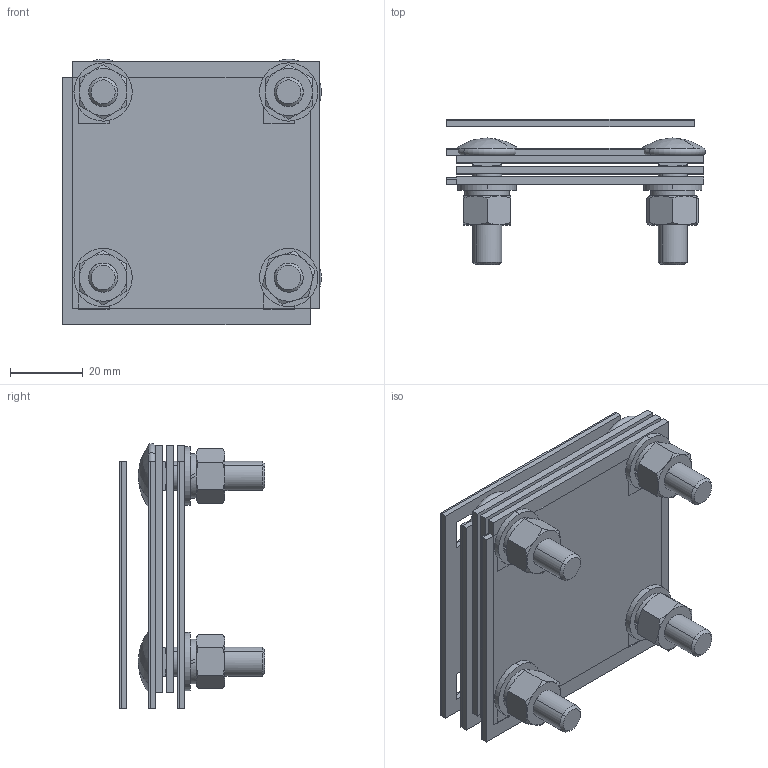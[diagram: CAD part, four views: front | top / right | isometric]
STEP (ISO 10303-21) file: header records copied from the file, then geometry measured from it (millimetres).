
FILE_DESCRIPTION (( 'STEP AP203' ), '1' );
FILE_NAME ('0114 Êðåñòîîáðàçíûé ñîåäèíèòåëü 4õÌ8õ30, òðè ïëàñòèíû.STEP', '2024-03-25T08:47:31', ( '' ), ( '' ), 'SwSTEP 2.0', 'SolidWorks 2022', '' );
FILE_SCHEMA (( 'CONFIG_CONTROL_DESIGN' ));
Length unit declared in the file: millimetre
Products named in the file (8): ГОСТ 6402-70_Шайба 8Л ГОСТ 6402-70; 0106.001 Пластина; 0114 Крестообразный соединитель 4хМ8х30, три пластины; hex nut gradec_iso_ISO - 4034 - M8 - N; square neck bolt 02_iso_ISO 8678-M8x30-24.5-N; 0106.001-01 Пластина; plain washer grade a_din_Washer DIN 125 - A 8.4; 0106.001-02 Пластина
Assembly tree (25 placements, depth 2):
  0114 Крестообразный соединитель 4хМ8х30, три пластины
    0106.001 Пластина  x3
    square neck bolt 02_iso_ISO 8678-M8x30-24.5-N  x4
    hex nut gradec_iso_ISO - 4034 - M8 - N  x4
    0106.001-01 Пластина  x3
    0106.001-02 Пластина  x3
    ГОСТ 6402-70_Шайба 8Л ГОСТ 6402-70  x4
    plain washer grade a_din_Washer DIN 125 - A 8.4  x4
Bounding box: 71.06 x 40 x 72.89 mm (x, y, z)
Volume: 85759.8 mm3; surface area: 95608.8 mm2
Topology: 25 solids, 25 shells, 510 faces, 1248 edges, 760 vertices
Faces by surface type: plane 278, cone 92, cylinder 72, bspline 32, torus 28, sphere 8
Entity records: 5927 total; most frequent: CARTESIAN_POINT 1197, ORIENTED_EDGE 698, DIRECTION 693, EDGE_CURVE 349, AXIS2_PLACEMENT_3D 236, VECTOR 221, LINE 221, VERTEX_POINT 220
